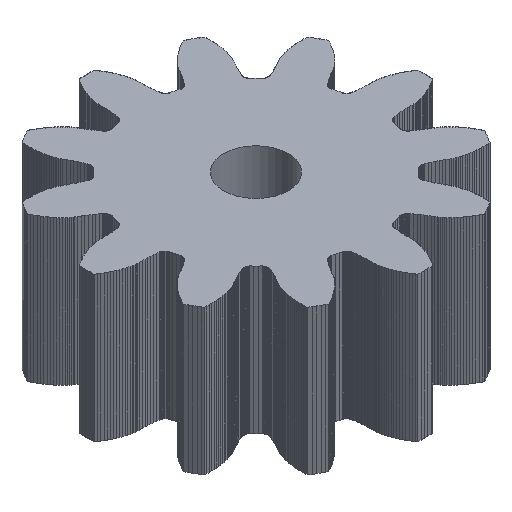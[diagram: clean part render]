
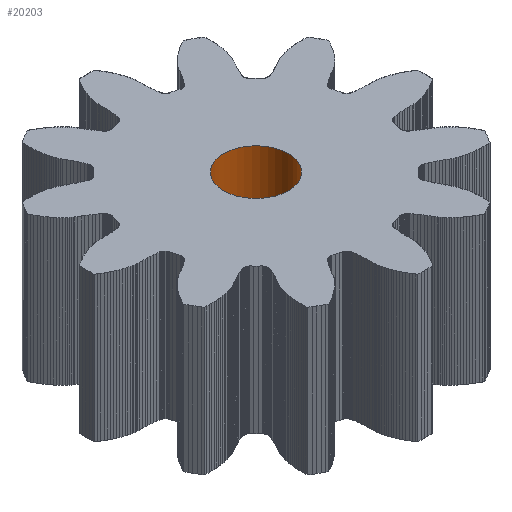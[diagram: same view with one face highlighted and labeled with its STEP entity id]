
A CAD part, isometric view. The second image highlights one B-rep face of the part: STEP entity #20203.
In plain terms, the highlighted cylindrical face has radius 2 mm (diameter 4 mm), a full revolution.
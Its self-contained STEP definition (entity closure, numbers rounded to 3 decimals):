
#1027=FACE_OUTER_BOUND('',#2038,.T.);
#2038=EDGE_LOOP('',(#14148,#14149,#14150,#14151));
#3051=LINE('',#27299,#6076);
#6076=VECTOR('',#22247,2.);
#9101=CIRCLE('',#21229,2.);
#9102=CIRCLE('',#21230,2.);
#9103=VERTEX_POINT('',#27296);
#9104=VERTEX_POINT('',#27298);
#11121=EDGE_CURVE('',#9103,#9103,#9101,.T.);
#11122=EDGE_CURVE('',#9103,#9104,#3051,.T.);
#11123=EDGE_CURVE('',#9104,#9104,#9102,.T.);
#14148=ORIENTED_EDGE('',*,*,#11121,.F.);
#14149=ORIENTED_EDGE('',*,*,#11122,.T.);
#14150=ORIENTED_EDGE('',*,*,#11123,.T.);
#14151=ORIENTED_EDGE('',*,*,#11122,.F.);
#20202=CYLINDRICAL_SURFACE('',#21228,2.);
#20203=ADVANCED_FACE('',(#1027),#20202,.F.);
#21228=AXIS2_PLACEMENT_3D('',#27295,#22243,#22244);
#21229=AXIS2_PLACEMENT_3D('',#27297,#22245,#22246);
#21230=AXIS2_PLACEMENT_3D('',#27300,#22248,#22249);
#22243=DIRECTION('center_axis',(0.,0.,1.));
#22244=DIRECTION('ref_axis',(1.,0.,0.));
#22245=DIRECTION('center_axis',(0.,0.,-1.));
#22246=DIRECTION('ref_axis',(1.,0.,0.));
#22247=DIRECTION('',(0.,0.,-1.));
#22248=DIRECTION('center_axis',(0.,0.,-1.));
#22249=DIRECTION('ref_axis',(1.,0.,0.));
#27295=CARTESIAN_POINT('Origin',(0.,0.,0.));
#27296=CARTESIAN_POINT('',(-2.,0.,9.));
#27297=CARTESIAN_POINT('Origin',(0.,0.,9.));
#27298=CARTESIAN_POINT('',(-2.,0.,0.));
#27299=CARTESIAN_POINT('',(-2.,0.,0.));
#27300=CARTESIAN_POINT('Origin',(0.,0.,0.));
